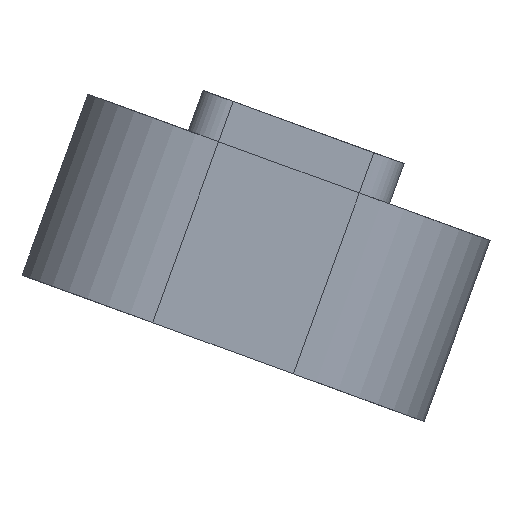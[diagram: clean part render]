
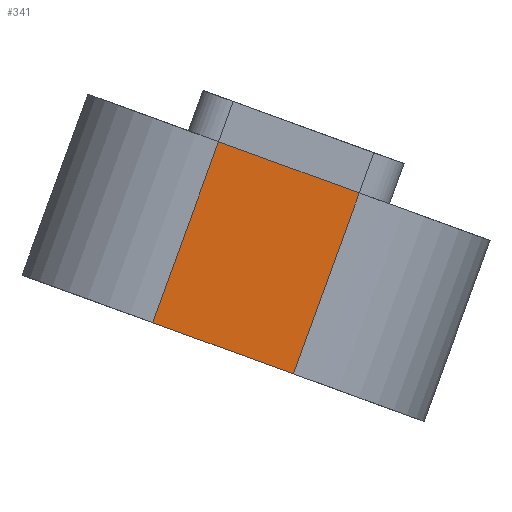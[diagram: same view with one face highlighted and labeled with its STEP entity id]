
A CAD part, left-side view. The second image highlights one B-rep face of the part: STEP entity #341.
In plain terms, the highlighted planar face has unit normal (-1, 0, 0).
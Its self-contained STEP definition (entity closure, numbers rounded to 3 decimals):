
#51=FACE_OUTER_BOUND('',#70,.T.);
#70=EDGE_LOOP('',(#271,#272,#273,#274));
#99=LINE('',#554,#131);
#100=LINE('',#557,#132);
#101=LINE('',#559,#133);
#102=LINE('',#560,#134);
#131=VECTOR('',#450,10.);
#132=VECTOR('',#453,10.);
#133=VECTOR('',#454,10.);
#134=VECTOR('',#455,10.);
#163=VERTEX_POINT('',#550);
#164=VERTEX_POINT('',#552);
#165=VERTEX_POINT('',#556);
#166=VERTEX_POINT('',#558);
#205=EDGE_CURVE('',#163,#164,#99,.T.);
#206=EDGE_CURVE('',#163,#165,#100,.T.);
#207=EDGE_CURVE('',#166,#164,#101,.T.);
#208=EDGE_CURVE('',#165,#166,#102,.T.);
#271=ORIENTED_EDGE('',*,*,#206,.F.);
#272=ORIENTED_EDGE('',*,*,#205,.T.);
#273=ORIENTED_EDGE('',*,*,#207,.F.);
#274=ORIENTED_EDGE('',*,*,#208,.F.);
#325=PLANE('',#372);
#341=ADVANCED_FACE('',(#51),#325,.T.);
#372=AXIS2_PLACEMENT_3D('',#555,#451,#452);
#450=DIRECTION('',(0.,0.342,-0.94));
#451=DIRECTION('center_axis',(-1.,0.,0.));
#452=DIRECTION('ref_axis',(0.,0.94,0.342));
#453=DIRECTION('',(0.,-0.94,-0.342));
#454=DIRECTION('',(0.,0.94,0.342));
#455=DIRECTION('',(0.,0.342,-0.94));
#550=CARTESIAN_POINT('',(57.,-17.16,93.754));
#552=CARTESIAN_POINT('',(57.,-14.082,85.297));
#554=CARTESIAN_POINT('',(57.,-17.16,93.754));
#555=CARTESIAN_POINT('Origin',(57.,-23.738,91.36));
#556=CARTESIAN_POINT('',(57.,-23.738,91.36));
#557=CARTESIAN_POINT('',(57.,-17.16,93.754));
#558=CARTESIAN_POINT('',(57.,-20.66,82.903));
#559=CARTESIAN_POINT('',(57.,-14.082,85.297));
#560=CARTESIAN_POINT('',(57.,-23.738,91.36));
